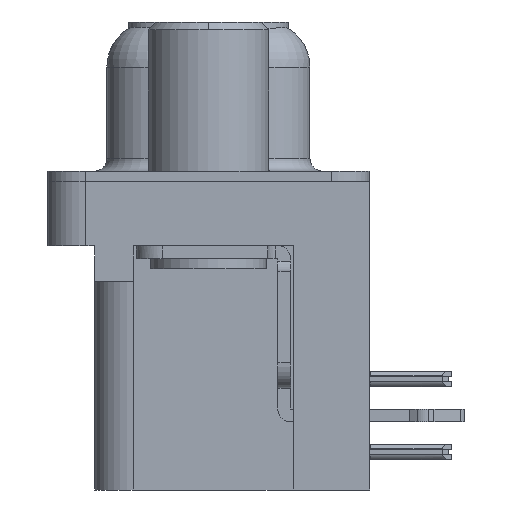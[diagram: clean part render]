
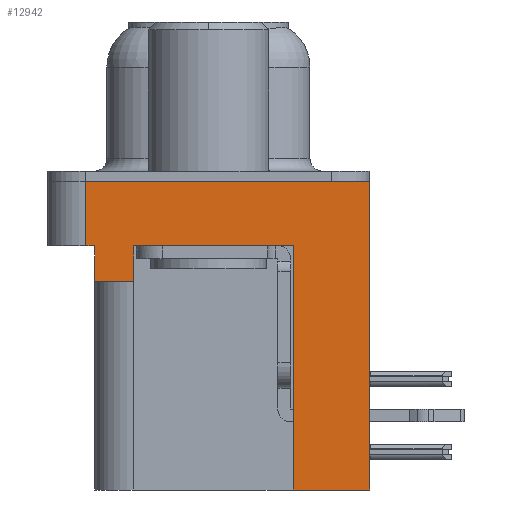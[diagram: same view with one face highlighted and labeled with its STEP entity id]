
A CAD part, left-side view. The second image highlights one B-rep face of the part: STEP entity #12942.
In plain terms, the highlighted planar face has unit normal (-1, 0, 0).
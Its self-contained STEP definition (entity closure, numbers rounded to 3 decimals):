
#775 = VECTOR ( 'NONE', #9931, 1000. ) ;
#1071 = DIRECTION ( 'NONE',  ( 0., 0., 1. ) ) ;
#1249 = LINE ( 'NONE', #32505, #775 ) ;
#2062 = VERTEX_POINT ( 'NONE', #3691 ) ;
#2474 = VECTOR ( 'NONE', #8856, 1000. ) ;
#3625 = LINE ( 'NONE', #10183, #24658 ) ;
#3691 = CARTESIAN_POINT ( 'NONE',  ( -2.91, 4.425, -2.5 ) ) ;
#4710 = CARTESIAN_POINT ( 'NONE',  ( -2.91, 4.425, -3.9 ) ) ;
#4742 = DIRECTION ( 'NONE',  ( 0., 0., 1. ) ) ;
#4849 = LINE ( 'NONE', #26815, #13391 ) ;
#4862 = DIRECTION ( 'NONE',  ( -1., 0., 0. ) ) ;
#5215 = EDGE_CURVE ( 'NONE', #26449, #19355, #3625, .T. ) ;
#5656 = EDGE_CURVE ( 'NONE', #19355, #25209, #17532, .T. ) ;
#6649 = EDGE_CURVE ( 'NONE', #34232, #35714, #17929, .T. ) ;
#7748 = VECTOR ( 'NONE', #18517, 1000. ) ;
#8083 = CARTESIAN_POINT ( 'NONE',  ( -2.91, 2.895, -2.5 ) ) ;
#8617 = ORIENTED_EDGE ( 'NONE', *, *, #9645, .F. ) ;
#8686 = DIRECTION ( 'NONE',  ( 0., 0., 1. ) ) ;
#8856 = DIRECTION ( 'NONE',  ( 0., -1., 0. ) ) ;
#9189 = EDGE_CURVE ( 'NONE', #33193, #36785, #1249, .T. ) ;
#9645 = EDGE_CURVE ( 'NONE', #14195, #34232, #35286, .T. ) ;
#9931 = DIRECTION ( 'NONE',  ( 0., 0., 1. ) ) ;
#9977 = CARTESIAN_POINT ( 'NONE',  ( -2.91, -6.275, -2.5 ) ) ;
#9991 = ORIENTED_EDGE ( 'NONE', *, *, #13145, .T. ) ;
#10183 = CARTESIAN_POINT ( 'NONE',  ( -2.91, 4.775, -2.5 ) ) ;
#10798 = CARTESIAN_POINT ( 'NONE',  ( -2.91, 4.775, -2.5 ) ) ;
#10959 = EDGE_CURVE ( 'NONE', #33174, #2062, #14228, .T. ) ;
#11350 = ORIENTED_EDGE ( 'NONE', *, *, #26224, .F. ) ;
#11486 = CARTESIAN_POINT ( 'NONE',  ( -2.91, -3.295, -12. ) ) ;
#12137 = VECTOR ( 'NONE', #20342, 1000. ) ;
#12474 = DIRECTION ( 'NONE',  ( 0., -1., 0. ) ) ;
#12942 = ADVANCED_FACE ( 'NONE', ( #33328 ), #30338, .T. ) ;
#13113 = CARTESIAN_POINT ( 'NONE',  ( -2.91, 2.895, -3.9 ) ) ;
#13145 = EDGE_CURVE ( 'NONE', #26449, #2062, #36039, .T. ) ;
#13391 = VECTOR ( 'NONE', #12474, 1000. ) ;
#14195 = VERTEX_POINT ( 'NONE', #21882 ) ;
#14228 = LINE ( 'NONE', #33099, #29383 ) ;
#14386 = EDGE_LOOP ( 'NONE', ( #31831, #21363, #9991, #31809, #11350, #28739, #23739, #20980, #8617, #31172 ) ) ;
#14435 = EDGE_CURVE ( 'NONE', #14195, #25209, #20738, .T. ) ;
#14883 = CARTESIAN_POINT ( 'NONE',  ( -2.91, -6.275, 0. ) ) ;
#16706 = CARTESIAN_POINT ( 'NONE',  ( -2.91, -3.295, -2.5 ) ) ;
#17532 = LINE ( 'NONE', #14883, #12137 ) ;
#17830 = CARTESIAN_POINT ( 'NONE',  ( -2.91, 4.775, 0. ) ) ;
#17929 = LINE ( 'NONE', #11486, #23691 ) ;
#18517 = DIRECTION ( 'NONE',  ( 0., 0., 1. ) ) ;
#19229 = VECTOR ( 'NONE', #26968, 1000. ) ;
#19355 = VERTEX_POINT ( 'NONE', #17830 ) ;
#20326 = CARTESIAN_POINT ( 'NONE',  ( -2.91, -6.275, 0. ) ) ;
#20342 = DIRECTION ( 'NONE',  ( 0., -1., 0. ) ) ;
#20738 = LINE ( 'NONE', #9977, #7748 ) ;
#20980 = ORIENTED_EDGE ( 'NONE', *, *, #6649, .F. ) ;
#21363 = ORIENTED_EDGE ( 'NONE', *, *, #5215, .F. ) ;
#21882 = CARTESIAN_POINT ( 'NONE',  ( -2.91, -6.275, -12. ) ) ;
#23236 = CARTESIAN_POINT ( 'NONE',  ( -2.91, -6.275, -2.5 ) ) ;
#23691 = VECTOR ( 'NONE', #8686, 1000. ) ;
#23739 = ORIENTED_EDGE ( 'NONE', *, *, #31914, .T. ) ;
#24658 = VECTOR ( 'NONE', #1071, 1000. ) ;
#25209 = VERTEX_POINT ( 'NONE', #20326 ) ;
#26224 = EDGE_CURVE ( 'NONE', #33193, #33174, #28307, .T. ) ;
#26449 = VERTEX_POINT ( 'NONE', #10798 ) ;
#26815 = CARTESIAN_POINT ( 'NONE',  ( -2.91, -6.275, -2.5 ) ) ;
#26968 = DIRECTION ( 'NONE',  ( 0., 1., 0. ) ) ;
#26995 = VECTOR ( 'NONE', #35170, 1000. ) ;
#28307 = LINE ( 'NONE', #34800, #26995 ) ;
#28739 = ORIENTED_EDGE ( 'NONE', *, *, #9189, .T. ) ;
#29383 = VECTOR ( 'NONE', #36020, 1000. ) ;
#30060 = CARTESIAN_POINT ( 'NONE',  ( -2.91, -3.295, -12. ) ) ;
#30338 = PLANE ( 'NONE',  #33590 ) ;
#31172 = ORIENTED_EDGE ( 'NONE', *, *, #14435, .T. ) ;
#31809 = ORIENTED_EDGE ( 'NONE', *, *, #10959, .F. ) ;
#31831 = ORIENTED_EDGE ( 'NONE', *, *, #5656, .F. ) ;
#31914 = EDGE_CURVE ( 'NONE', #36785, #35714, #4849, .T. ) ;
#32505 = CARTESIAN_POINT ( 'NONE',  ( -2.91, 2.895, -3.9 ) ) ;
#33099 = CARTESIAN_POINT ( 'NONE',  ( -2.91, 4.425, -3.9 ) ) ;
#33174 = VERTEX_POINT ( 'NONE', #4710 ) ;
#33193 = VERTEX_POINT ( 'NONE', #13113 ) ;
#33328 = FACE_OUTER_BOUND ( 'NONE', #14386, .T. ) ;
#33351 = CARTESIAN_POINT ( 'NONE',  ( -2.91, -6.275, -2.5 ) ) ;
#33590 = AXIS2_PLACEMENT_3D ( 'NONE', #33351, #4862, #4742 ) ;
#34232 = VERTEX_POINT ( 'NONE', #36420 ) ;
#34800 = CARTESIAN_POINT ( 'NONE',  ( -2.91, 4.425, -3.9 ) ) ;
#35170 = DIRECTION ( 'NONE',  ( 0., 1., 0. ) ) ;
#35286 = LINE ( 'NONE', #30060, #19229 ) ;
#35714 = VERTEX_POINT ( 'NONE', #16706 ) ;
#36020 = DIRECTION ( 'NONE',  ( 0., 0., 1. ) ) ;
#36039 = LINE ( 'NONE', #23236, #2474 ) ;
#36420 = CARTESIAN_POINT ( 'NONE',  ( -2.91, -3.295, -12. ) ) ;
#36785 = VERTEX_POINT ( 'NONE', #8083 ) ;
